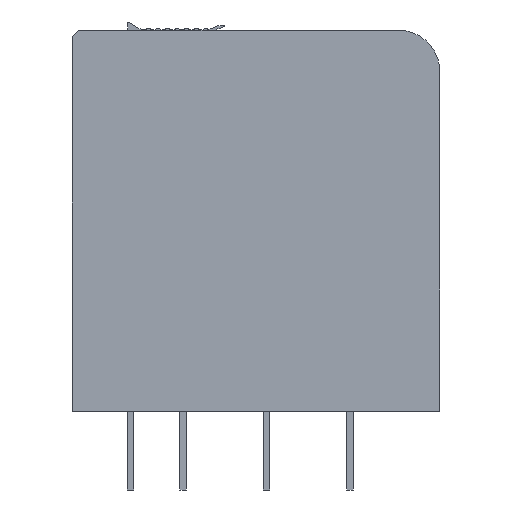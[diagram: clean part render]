
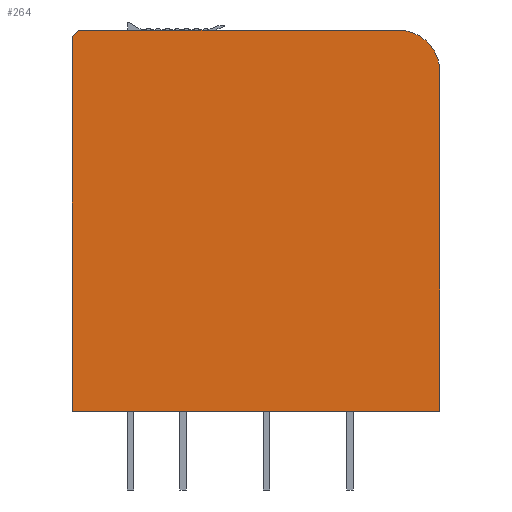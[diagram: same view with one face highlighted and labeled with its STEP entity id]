
A CAD part, left-side view. The second image highlights one B-rep face of the part: STEP entity #264.
In plain terms, the highlighted planar face has unit normal (-1, 0, 0).
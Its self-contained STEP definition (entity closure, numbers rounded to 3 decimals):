
#228=AXIS2_PLACEMENT_3D('Plane Axis2P3D',#225,#226,#227) ;
#246=AXIS2_PLACEMENT_3D('Circle Axis2P3D',#244,#245,$) ;
#63=CARTESIAN_POINT('Vertex',(0.,28.,6.)) ;
#66=CARTESIAN_POINT('Line Origine',(0.,28.,20.25)) ;
#70=CARTESIAN_POINT('Vertex',(0.,28.,34.5)) ;
#209=CARTESIAN_POINT('Vertex',(0.,0.,6.)) ;
#212=CARTESIAN_POINT('Line Origine',(0.,14.,6.)) ;
#225=CARTESIAN_POINT('Axis2P3D Location',(0.,14.,6.)) ;
#230=CARTESIAN_POINT('Line Origine',(0.,27.75,34.75)) ;
#234=CARTESIAN_POINT('Vertex',(0.,27.5,35.)) ;
#237=CARTESIAN_POINT('Line Origine',(0.,0.,18.925)) ;
#241=CARTESIAN_POINT('Vertex',(0.,0.,31.85)) ;
#244=CARTESIAN_POINT('Axis2P3D Location',(0.,3.15,31.85)) ;
#248=CARTESIAN_POINT('Vertex',(0.,3.15,35.)) ;
#251=CARTESIAN_POINT('Line Origine',(0.,15.325,35.)) ;
#67=DIRECTION('Vector Direction',(0.,0.,1.)) ;
#213=DIRECTION('Vector Direction',(0.,1.,0.)) ;
#226=DIRECTION('Axis2P3D Direction',(1.,0.,0.)) ;
#227=DIRECTION('Axis2P3D XDirection',(0.,1.,0.)) ;
#231=DIRECTION('Vector Direction',(0.,0.707,-0.707)) ;
#238=DIRECTION('Vector Direction',(0.,0.,-1.)) ;
#245=DIRECTION('Axis2P3D Direction',(1.,0.,0.)) ;
#252=DIRECTION('Vector Direction',(0.,-1.,0.)) ;
#68=VECTOR('Line Direction',#67,1.) ;
#214=VECTOR('Line Direction',#213,1.) ;
#232=VECTOR('Line Direction',#231,1.) ;
#239=VECTOR('Line Direction',#238,1.) ;
#253=VECTOR('Line Direction',#252,1.) ;
#257=ORIENTED_EDGE('',*,*,#236,.F.) ;
#258=ORIENTED_EDGE('',*,*,#72,.F.) ;
#259=ORIENTED_EDGE('',*,*,#216,.F.) ;
#260=ORIENTED_EDGE('',*,*,#243,.F.) ;
#261=ORIENTED_EDGE('',*,*,#250,.F.) ;
#262=ORIENTED_EDGE('',*,*,#255,.F.) ;
#264=ADVANCED_FACE('RELAIS',(#263),#229,.F.) ;
#247=CIRCLE('generated circle',#246,3.15) ;
#72=EDGE_CURVE('',#64,#71,#69,.T.) ;
#216=EDGE_CURVE('',#210,#64,#215,.T.) ;
#236=EDGE_CURVE('',#71,#235,#233,.F.) ;
#243=EDGE_CURVE('',#242,#210,#240,.T.) ;
#250=EDGE_CURVE('',#249,#242,#247,.T.) ;
#255=EDGE_CURVE('',#235,#249,#254,.T.) ;
#256=EDGE_LOOP('',(#257,#258,#259,#260,#261,#262)) ;
#263=FACE_OUTER_BOUND('',#256,.T.) ;
#69=LINE('Line',#66,#68) ;
#215=LINE('Line',#212,#214) ;
#233=LINE('Line',#230,#232) ;
#240=LINE('Line',#237,#239) ;
#254=LINE('Line',#251,#253) ;
#229=PLANE('',#228) ;
#64=VERTEX_POINT('',#63) ;
#71=VERTEX_POINT('',#70) ;
#210=VERTEX_POINT('',#209) ;
#235=VERTEX_POINT('',#234) ;
#242=VERTEX_POINT('',#241) ;
#249=VERTEX_POINT('',#248) ;
